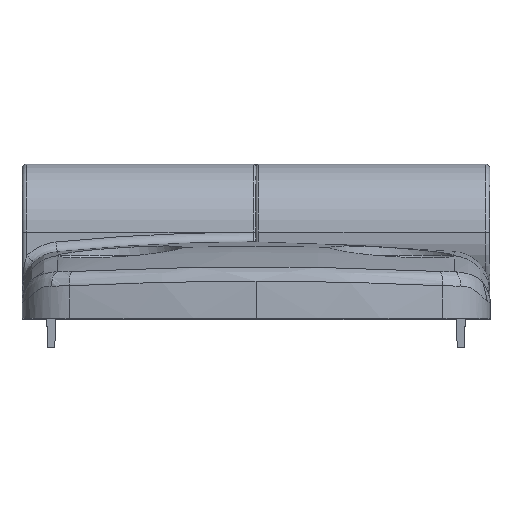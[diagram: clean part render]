
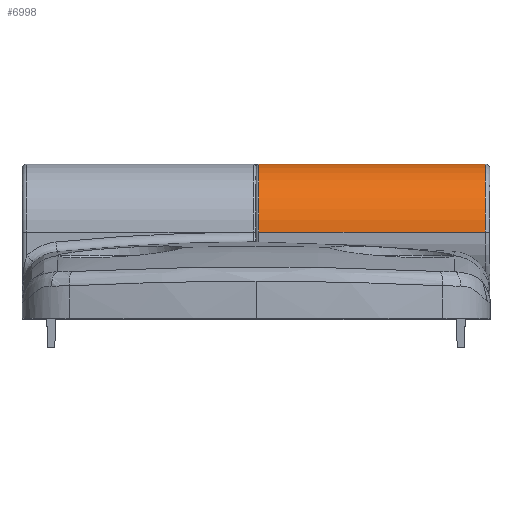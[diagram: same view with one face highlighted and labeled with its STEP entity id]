
A CAD part, top view. The second image highlights one B-rep face of the part: STEP entity #6998.
In plain terms, the highlighted cylindrical face has radius 7 mm (diameter 14 mm), a partial arc.
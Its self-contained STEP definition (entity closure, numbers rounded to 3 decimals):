
#145 = CARTESIAN_POINT ( 'NONE',  ( 24., 8.9, 0. ) ) ;
#564 = EDGE_CURVE ( 'NONE', #6744, #2475, #1428, .T. ) ;
#712 = DIRECTION ( 'NONE',  ( 0., 0., 1. ) ) ;
#716 = CARTESIAN_POINT ( 'NONE',  ( 24., 8.9, 7. ) ) ;
#1246 = DIRECTION ( 'NONE',  ( -1., 0., 0. ) ) ;
#1412 = VERTEX_POINT ( 'NONE', #3810 ) ;
#1428 = CIRCLE ( 'NONE', #6630, 7. ) ;
#1662 = VECTOR ( 'NONE', #3533, 1000. ) ;
#2087 = CARTESIAN_POINT ( 'NONE',  ( 0.3, 8.9, -7. ) ) ;
#2176 = EDGE_LOOP ( 'NONE', ( #4550, #3571, #5341, #4047 ) ) ;
#2367 = EDGE_CURVE ( 'NONE', #1412, #2475, #4062, .T. ) ;
#2384 = VERTEX_POINT ( 'NONE', #5070 ) ;
#2396 = CYLINDRICAL_SURFACE ( 'NONE', #6683, 7. ) ;
#2475 = VERTEX_POINT ( 'NONE', #3443 ) ;
#2771 = DIRECTION ( 'NONE',  ( -1., 0., 0. ) ) ;
#3205 = DIRECTION ( 'NONE',  ( 0., 0., -1. ) ) ;
#3443 = CARTESIAN_POINT ( 'NONE',  ( 0.3, 8.9, 7. ) ) ;
#3475 = CARTESIAN_POINT ( 'NONE',  ( 0.3, 8.9, 0. ) ) ;
#3533 = DIRECTION ( 'NONE',  ( -1., 0., 0. ) ) ;
#3571 = ORIENTED_EDGE ( 'NONE', *, *, #6292, .T. ) ;
#3810 = CARTESIAN_POINT ( 'NONE',  ( 23.5, 8.9, 7. ) ) ;
#3996 = FACE_OUTER_BOUND ( 'NONE', #2176, .T. ) ;
#4047 = ORIENTED_EDGE ( 'NONE', *, *, #564, .T. ) ;
#4062 = LINE ( 'NONE', #716, #5333 ) ;
#4440 = EDGE_CURVE ( 'NONE', #2384, #6744, #5815, .T. ) ;
#4550 = ORIENTED_EDGE ( 'NONE', *, *, #2367, .F. ) ;
#4603 = DIRECTION ( 'NONE',  ( 1., 0., 0. ) ) ;
#5070 = CARTESIAN_POINT ( 'NONE',  ( 23.5, 8.9, -7. ) ) ;
#5333 = VECTOR ( 'NONE', #1246, 1000. ) ;
#5341 = ORIENTED_EDGE ( 'NONE', *, *, #4440, .T. ) ;
#5565 = DIRECTION ( 'NONE',  ( -1., 0., 0. ) ) ;
#5604 = CIRCLE ( 'NONE', #6785, 7. ) ;
#5815 = LINE ( 'NONE', #6750, #1662 ) ;
#5993 = CARTESIAN_POINT ( 'NONE',  ( 23.5, 8.9, 0. ) ) ;
#6292 = EDGE_CURVE ( 'NONE', #1412, #2384, #5604, .T. ) ;
#6523 = DIRECTION ( 'NONE',  ( 0., 0., 1. ) ) ;
#6630 = AXIS2_PLACEMENT_3D ( 'NONE', #3475, #4603, #3205 ) ;
#6683 = AXIS2_PLACEMENT_3D ( 'NONE', #145, #5565, #712 ) ;
#6744 = VERTEX_POINT ( 'NONE', #2087 ) ;
#6750 = CARTESIAN_POINT ( 'NONE',  ( 24., 8.9, -7. ) ) ;
#6785 = AXIS2_PLACEMENT_3D ( 'NONE', #5993, #2771, #6523 ) ;
#6998 = ADVANCED_FACE ( 'NONE', ( #3996 ), #2396, .T. ) ;
